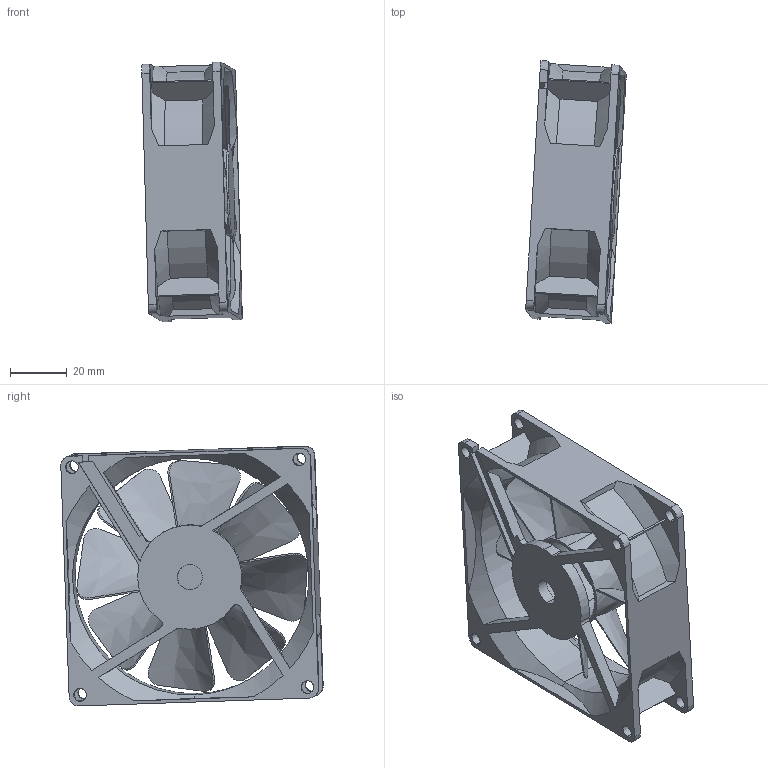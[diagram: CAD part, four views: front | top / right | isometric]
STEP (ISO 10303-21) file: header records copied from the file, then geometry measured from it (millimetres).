
FILE_DESCRIPTION(('FreeCAD Model'),'2;1');
FILE_NAME('Open CASCADE Shape Model','2025-05-29T07:36:53',('FreeCAD'),( 'FreeCAD'),'Open CASCADE STEP processor 7.6','FreeCAD','Unknown');
FILE_SCHEMA(('AUTOMOTIVE_DESIGN { 1 0 10303 214 1 1 1 1 }'));
Length unit declared in the file: millimetre
Products named in the file (1): Open CASCADE STEP translator 7.6 1
Bounding box: 35.45 x 92.66 x 91.82 mm (x, y, z)
Volume: 36206.3 mm3; surface area: 43400.6 mm2
Topology: 2 solids, 2 shells, 198 faces, 567 edges, 370 vertices
Faces by surface type: bspline 198
Entity records: 8096 total; most frequent: CARTESIAN_POINT 4864, ORIENTED_EDGE 1134, EDGE_CURVE 567, B_SPLINE_CURVE_WITH_KNOTS 398, VERTEX_POINT 370, FACE_BOUND 221, EDGE_LOOP 221, ADVANCED_FACE 198
